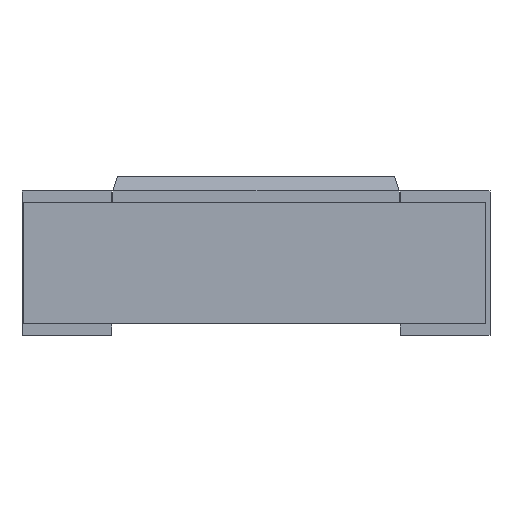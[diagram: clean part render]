
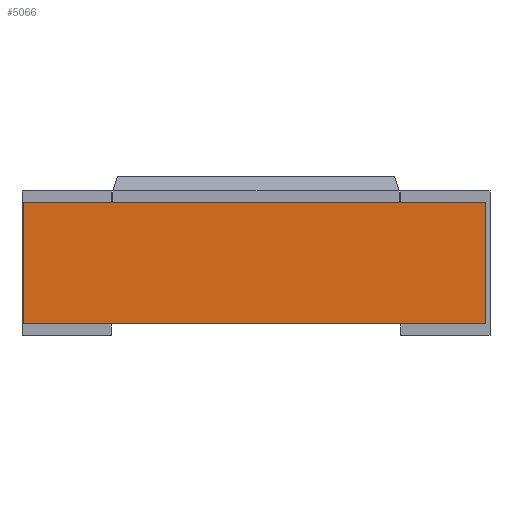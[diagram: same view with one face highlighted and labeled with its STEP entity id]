
A CAD part, front view. The second image highlights one B-rep face of the part: STEP entity #5066.
In plain terms, the highlighted planar face has unit normal (0, -1, 0).
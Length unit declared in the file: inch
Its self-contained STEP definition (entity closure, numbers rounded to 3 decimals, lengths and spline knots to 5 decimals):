
#86 = PLANE('',#87);
#87 = AXIS2_PLACEMENT_3D('',#88,#89,#90);
#88 = CARTESIAN_POINT('',(-0.03169,0.06299,
    0.0187));
#89 = DIRECTION('',(0.,0.,1.));
#90 = DIRECTION('',(1.,0.,0.));
#140 = PLANE('',#141);
#141 = AXIS2_PLACEMENT_3D('',#142,#143,#144);
#142 = CARTESIAN_POINT('',(0.0313,0.06299,
    0.00217));
#143 = DIRECTION('',(-0.,-0.,-1.));
#144 = DIRECTION('',(-1.,0.,0.));
#742 = VERTEX_POINT('',#743);
#743 = CARTESIAN_POINT('',(-0.03169,-0.06299,
    0.0187));
#757 = PLANE('',#758);
#758 = AXIS2_PLACEMENT_3D('',#759,#760,#761);
#759 = CARTESIAN_POINT('',(-0.03169,-0.06299,
    0.00217));
#760 = DIRECTION('',(-1.,0.,0.));
#761 = DIRECTION('',(0.,1.,0.));
#769 = EDGE_CURVE('',#742,#770,#772,.T.);
#770 = VERTEX_POINT('',#771);
#771 = CARTESIAN_POINT('',(0.0313,-0.06299,
    0.0187));
#772 = SURFACE_CURVE('',#773,(#777,#784),.PCURVE_S1.);
#773 = LINE('',#774,#775);
#774 = CARTESIAN_POINT('',(-0.0002,-0.06299,
    0.0187));
#775 = VECTOR('',#776,0.03937);
#776 = DIRECTION('',(1.,0.,0.));
#777 = PCURVE('',#86,#778);
#778 = DEFINITIONAL_REPRESENTATION('',(#779),#783);
#779 = LINE('',#780,#781);
#780 = CARTESIAN_POINT('',(0.031,-0.126));
#781 = VECTOR('',#782,1.);
#782 = DIRECTION('',(1.,0.));
#783 = ( GEOMETRIC_REPRESENTATION_CONTEXT(2) 
PARAMETRIC_REPRESENTATION_CONTEXT() REPRESENTATION_CONTEXT('2D SPACE',''
  ) );
#784 = PCURVE('',#785,#790);
#785 = PLANE('',#786);
#786 = AXIS2_PLACEMENT_3D('',#787,#788,#789);
#787 = CARTESIAN_POINT('',(-0.0002,-0.06299,
    0.00217));
#788 = DIRECTION('',(0.,1.,0.));
#789 = DIRECTION('',(0.,0.,1.));
#790 = DEFINITIONAL_REPRESENTATION('',(#791),#795);
#791 = LINE('',#792,#793);
#792 = CARTESIAN_POINT('',(0.017,0.));
#793 = VECTOR('',#794,1.);
#794 = DIRECTION('',(0.,1.));
#795 = ( GEOMETRIC_REPRESENTATION_CONTEXT(2) 
PARAMETRIC_REPRESENTATION_CONTEXT() REPRESENTATION_CONTEXT('2D SPACE',''
  ) );
#813 = PLANE('',#814);
#814 = AXIS2_PLACEMENT_3D('',#815,#816,#817);
#815 = CARTESIAN_POINT('',(0.0313,-0.06299,
    0.00217));
#816 = DIRECTION('',(1.,0.,0.));
#817 = DIRECTION('',(-0.,-1.,-0.));
#1907 = VERTEX_POINT('',#1908);
#1908 = CARTESIAN_POINT('',(0.0313,-0.06299,
    0.00217));
#1929 = EDGE_CURVE('',#1907,#1930,#1932,.T.);
#1930 = VERTEX_POINT('',#1931);
#1931 = CARTESIAN_POINT('',(-0.03169,-0.06299,
    0.00217));
#1932 = SURFACE_CURVE('',#1933,(#1937,#1944),.PCURVE_S1.);
#1933 = LINE('',#1934,#1935);
#1934 = CARTESIAN_POINT('',(-0.0002,-0.06299,
    0.00217));
#1935 = VECTOR('',#1936,0.03937);
#1936 = DIRECTION('',(-1.,0.,0.));
#1937 = PCURVE('',#140,#1938);
#1938 = DEFINITIONAL_REPRESENTATION('',(#1939),#1943);
#1939 = LINE('',#1940,#1941);
#1940 = CARTESIAN_POINT('',(0.031,-0.126));
#1941 = VECTOR('',#1942,1.);
#1942 = DIRECTION('',(1.,0.));
#1943 = ( GEOMETRIC_REPRESENTATION_CONTEXT(2) 
PARAMETRIC_REPRESENTATION_CONTEXT() REPRESENTATION_CONTEXT('2D SPACE',''
  ) );
#1944 = PCURVE('',#785,#1945);
#1945 = DEFINITIONAL_REPRESENTATION('',(#1946),#1950);
#1946 = LINE('',#1947,#1948);
#1947 = CARTESIAN_POINT('',(0.,0.));
#1948 = VECTOR('',#1949,1.);
#1949 = DIRECTION('',(0.,-1.));
#1950 = ( GEOMETRIC_REPRESENTATION_CONTEXT(2) 
PARAMETRIC_REPRESENTATION_CONTEXT() REPRESENTATION_CONTEXT('2D SPACE',''
  ) );
#5017 = EDGE_CURVE('',#1930,#742,#5018,.T.);
#5018 = SURFACE_CURVE('',#5019,(#5023,#5030),.PCURVE_S1.);
#5019 = LINE('',#5020,#5021);
#5020 = CARTESIAN_POINT('',(-0.03169,-0.06299,
    0.00217));
#5021 = VECTOR('',#5022,0.03937);
#5022 = DIRECTION('',(0.,0.,1.));
#5023 = PCURVE('',#757,#5024);
#5024 = DEFINITIONAL_REPRESENTATION('',(#5025),#5029);
#5025 = LINE('',#5026,#5027);
#5026 = CARTESIAN_POINT('',(0.,0.));
#5027 = VECTOR('',#5028,1.);
#5028 = DIRECTION('',(0.,-1.));
#5029 = ( GEOMETRIC_REPRESENTATION_CONTEXT(2) 
PARAMETRIC_REPRESENTATION_CONTEXT() REPRESENTATION_CONTEXT('2D SPACE',''
  ) );
#5030 = PCURVE('',#785,#5031);
#5031 = DEFINITIONAL_REPRESENTATION('',(#5032),#5036);
#5032 = LINE('',#5033,#5034);
#5033 = CARTESIAN_POINT('',(0.,-0.031));
#5034 = VECTOR('',#5035,1.);
#5035 = DIRECTION('',(1.,0.));
#5036 = ( GEOMETRIC_REPRESENTATION_CONTEXT(2) 
PARAMETRIC_REPRESENTATION_CONTEXT() REPRESENTATION_CONTEXT('2D SPACE',''
  ) );
#5044 = EDGE_CURVE('',#1907,#770,#5045,.T.);
#5045 = SURFACE_CURVE('',#5046,(#5050,#5057),.PCURVE_S1.);
#5046 = LINE('',#5047,#5048);
#5047 = CARTESIAN_POINT('',(0.0313,-0.06299,
    0.00217));
#5048 = VECTOR('',#5049,0.03937);
#5049 = DIRECTION('',(0.,0.,1.));
#5050 = PCURVE('',#813,#5051);
#5051 = DEFINITIONAL_REPRESENTATION('',(#5052),#5056);
#5052 = LINE('',#5053,#5054);
#5053 = CARTESIAN_POINT('',(-0.,-0.));
#5054 = VECTOR('',#5055,1.);
#5055 = DIRECTION('',(-0.,-1.));
#5056 = ( GEOMETRIC_REPRESENTATION_CONTEXT(2) 
PARAMETRIC_REPRESENTATION_CONTEXT() REPRESENTATION_CONTEXT('2D SPACE',''
  ) );
#5057 = PCURVE('',#785,#5058);
#5058 = DEFINITIONAL_REPRESENTATION('',(#5059),#5063);
#5059 = LINE('',#5060,#5061);
#5060 = CARTESIAN_POINT('',(0.,0.031));
#5061 = VECTOR('',#5062,1.);
#5062 = DIRECTION('',(1.,0.));
#5063 = ( GEOMETRIC_REPRESENTATION_CONTEXT(2) 
PARAMETRIC_REPRESENTATION_CONTEXT() REPRESENTATION_CONTEXT('2D SPACE',''
  ) );
#5066 = ADVANCED_FACE('',(#5067),#785,.F.);
#5067 = FACE_BOUND('',#5068,.T.);
#5068 = EDGE_LOOP('',(#5069,#5070,#5071,#5072));
#5069 = ORIENTED_EDGE('',*,*,#5044,.T.);
#5070 = ORIENTED_EDGE('',*,*,#769,.F.);
#5071 = ORIENTED_EDGE('',*,*,#5017,.F.);
#5072 = ORIENTED_EDGE('',*,*,#1929,.F.);
